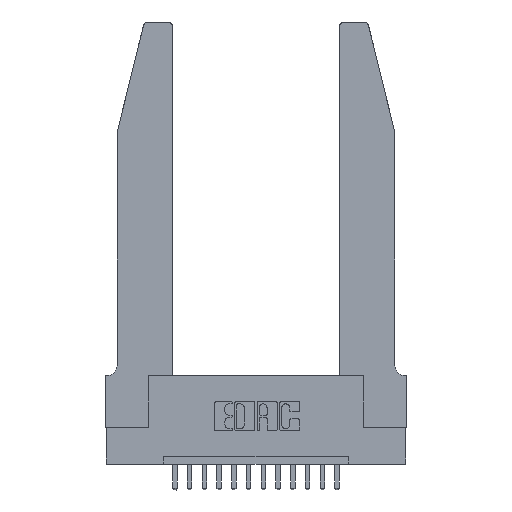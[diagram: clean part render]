
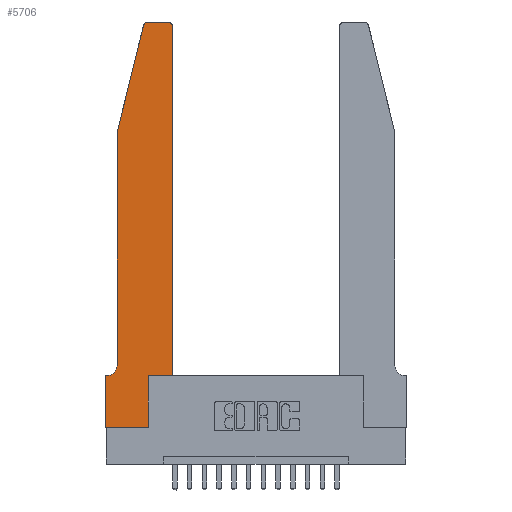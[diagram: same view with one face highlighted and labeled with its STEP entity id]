
A CAD part, top view. The second image highlights one B-rep face of the part: STEP entity #5706.
In plain terms, the highlighted planar face has unit normal (0, 0, 1).
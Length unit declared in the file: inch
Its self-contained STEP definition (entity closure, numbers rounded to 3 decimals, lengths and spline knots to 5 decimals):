
#90 = ORIENTED_EDGE ( 'NONE', *, *, #14415, .T. ) ;
#213 = DIRECTION ( 'NONE',  ( -1., 0., 0. ) ) ;
#577 = ORIENTED_EDGE ( 'NONE', *, *, #7750, .T. ) ;
#655 = DIRECTION ( 'NONE',  ( -0.239, -0.971, 0. ) ) ;
#677 = VERTEX_POINT ( 'NONE', #15901 ) ;
#721 = CIRCLE ( 'NONE', #4651, 0.03 ) ;
#864 = EDGE_CURVE ( 'NONE', #3428, #15511, #13509, .T. ) ;
#1039 = VECTOR ( 'NONE', #655, 39.37008 ) ;
#1105 = CARTESIAN_POINT ( 'NONE',  ( 0.0755, 2., 0.37 ) ) ;
#1162 = ORIENTED_EDGE ( 'NONE', *, *, #10719, .T. ) ;
#1349 = CARTESIAN_POINT ( 'NONE',  ( 0.2865, 0.35, 0.37 ) ) ;
#1414 = DIRECTION ( 'NONE',  ( -1., 0., 0. ) ) ;
#1734 = DIRECTION ( 'NONE',  ( 0., -1., 0. ) ) ;
#1916 = CARTESIAN_POINT ( 'NONE',  ( 0.4505, 0.35, 0.37 ) ) ;
#1919 = CARTESIAN_POINT ( 'NONE',  ( 0.25487, 2.72718, 0.37 ) ) ;
#2014 = VERTEX_POINT ( 'NONE', #9367 ) ;
#2272 = EDGE_CURVE ( 'NONE', #677, #10371, #2934, .T. ) ;
#2488 = EDGE_LOOP ( 'NONE', ( #5741, #4994, #577, #7344, #13817, #1162, #90, #17199, #10379, #17826, #4484, #5467 ) ) ;
#2697 = LINE ( 'NONE', #14106, #3555 ) ;
#2934 = LINE ( 'NONE', #5135, #7010 ) ;
#3058 = CARTESIAN_POINT ( 'NONE',  ( 0.4505, 0.35, 0.37 ) ) ;
#3137 = CARTESIAN_POINT ( 'NONE',  ( 0.0755, 2., 0.37 ) ) ;
#3428 = VERTEX_POINT ( 'NONE', #13175 ) ;
#3555 = VECTOR ( 'NONE', #1734, 39.37008 ) ;
#3938 = DIRECTION ( 'NONE',  ( 0., 1., 0. ) ) ;
#4129 = LINE ( 'NONE', #13963, #13843 ) ;
#4290 = VECTOR ( 'NONE', #7416, 39.37008 ) ;
#4322 = VECTOR ( 'NONE', #3938, 39.37008 ) ;
#4403 = LINE ( 'NONE', #8185, #11933 ) ;
#4484 = ORIENTED_EDGE ( 'NONE', *, *, #6735, .T. ) ;
#4585 = AXIS2_PLACEMENT_3D ( 'NONE', #10973, #10821, #5436 ) ;
#4597 = CARTESIAN_POINT ( 'NONE',  ( 0.4205, 2.75, 0.37 ) ) ;
#4651 = AXIS2_PLACEMENT_3D ( 'NONE', #11064, #13693, #10999 ) ;
#4678 = LINE ( 'NONE', #3137, #1039 ) ;
#4711 = LINE ( 'NONE', #1916, #4290 ) ;
#4994 = ORIENTED_EDGE ( 'NONE', *, *, #8732, .T. ) ;
#5020 = VERTEX_POINT ( 'NONE', #1919 ) ;
#5135 = CARTESIAN_POINT ( 'NONE',  ( 0.4505, 0.35, 0.37 ) ) ;
#5436 = DIRECTION ( 'NONE',  ( -1., 0., 0. ) ) ;
#5458 = CARTESIAN_POINT ( 'NONE',  ( 0., 0., 0.37 ) ) ;
#5467 = ORIENTED_EDGE ( 'NONE', *, *, #17549, .T. ) ;
#5706 = ADVANCED_FACE ( 'NONE', ( #9924 ), #15668, .T. ) ;
#5741 = ORIENTED_EDGE ( 'NONE', *, *, #10492, .T. ) ;
#6122 = DIRECTION ( 'NONE',  ( 0., 0., 1. ) ) ;
#6181 = DIRECTION ( 'NONE',  ( 1., 0., 0. ) ) ;
#6735 = EDGE_CURVE ( 'NONE', #10371, #12472, #4711, .T. ) ;
#6886 = EDGE_CURVE ( 'NONE', #15413, #15653, #8155, .T. ) ;
#6914 = VECTOR ( 'NONE', #1414, 39.37008 ) ;
#7010 = VECTOR ( 'NONE', #15971, 39.37008 ) ;
#7174 = CARTESIAN_POINT ( 'NONE',  ( 0.2865, 0., 0.37 ) ) ;
#7344 = ORIENTED_EDGE ( 'NONE', *, *, #13918, .T. ) ;
#7416 = DIRECTION ( 'NONE',  ( 0., 1., 0. ) ) ;
#7723 = CARTESIAN_POINT ( 'NONE',  ( 0., 0., 0.37 ) ) ;
#7750 = EDGE_CURVE ( 'NONE', #5020, #9449, #4678, .T. ) ;
#7766 = LINE ( 'NONE', #1349, #4322 ) ;
#7893 = CARTESIAN_POINT ( 'NONE',  ( 0.284, 2.75, 0.37 ) ) ;
#8155 = LINE ( 'NONE', #5458, #11182 ) ;
#8185 = CARTESIAN_POINT ( 'NONE',  ( 0., 0., 0.37 ) ) ;
#8732 = EDGE_CURVE ( 'NONE', #12252, #5020, #721, .T. ) ;
#9367 = CARTESIAN_POINT ( 'NONE',  ( 0., 0.35, 0.37 ) ) ;
#9449 = VERTEX_POINT ( 'NONE', #1105 ) ;
#9609 = DIRECTION ( 'NONE',  ( 1., 0., 0. ) ) ;
#9924 = FACE_OUTER_BOUND ( 'NONE', #2488, .T. ) ;
#9943 = DIRECTION ( 'NONE',  ( 0., 0., 1. ) ) ;
#10145 = LINE ( 'NONE', #12413, #6914 ) ;
#10371 = VERTEX_POINT ( 'NONE', #3058 ) ;
#10379 = ORIENTED_EDGE ( 'NONE', *, *, #15753, .T. ) ;
#10492 = EDGE_CURVE ( 'NONE', #13976, #12252, #10145, .T. ) ;
#10719 = EDGE_CURVE ( 'NONE', #15511, #2014, #4129, .T. ) ;
#10821 = DIRECTION ( 'NONE',  ( 0., 0., -1. ) ) ;
#10851 = DIRECTION ( 'NONE',  ( 0., -1., 0. ) ) ;
#10973 = CARTESIAN_POINT ( 'NONE',  ( 0.0055, 0.42, 0.37 ) ) ;
#10999 = DIRECTION ( 'NONE',  ( 1., 0., 0. ) ) ;
#11064 = CARTESIAN_POINT ( 'NONE',  ( 0.284, 2.72, 0.37 ) ) ;
#11182 = VECTOR ( 'NONE', #9609, 39.37008 ) ;
#11933 = VECTOR ( 'NONE', #10851, 39.37008 ) ;
#12252 = VERTEX_POINT ( 'NONE', #7893 ) ;
#12413 = CARTESIAN_POINT ( 'NONE',  ( 0.2605, 2.75, 0.37 ) ) ;
#12472 = VERTEX_POINT ( 'NONE', #14945 ) ;
#13015 = CARTESIAN_POINT ( 'NONE',  ( 0., 0.35, 0.37 ) ) ;
#13175 = CARTESIAN_POINT ( 'NONE',  ( 0.0755, 0.42, 0.37 ) ) ;
#13509 = CIRCLE ( 'NONE', #4585, 0.07 ) ;
#13693 = DIRECTION ( 'NONE',  ( 0., 0., 1. ) ) ;
#13817 = ORIENTED_EDGE ( 'NONE', *, *, #864, .T. ) ;
#13843 = VECTOR ( 'NONE', #213, 39.37008 ) ;
#13918 = EDGE_CURVE ( 'NONE', #9449, #3428, #2697, .T. ) ;
#13963 = CARTESIAN_POINT ( 'NONE',  ( 0.0755, 0.35, 0.37 ) ) ;
#13976 = VERTEX_POINT ( 'NONE', #4597 ) ;
#14106 = CARTESIAN_POINT ( 'NONE',  ( 0.0755, 2., 0.37 ) ) ;
#14415 = EDGE_CURVE ( 'NONE', #2014, #15413, #4403, .T. ) ;
#14661 = CARTESIAN_POINT ( 'NONE',  ( 0.0055, 0.35, 0.37 ) ) ;
#14945 = CARTESIAN_POINT ( 'NONE',  ( 0.4505, 2.72, 0.37 ) ) ;
#15413 = VERTEX_POINT ( 'NONE', #7723 ) ;
#15511 = VERTEX_POINT ( 'NONE', #14661 ) ;
#15653 = VERTEX_POINT ( 'NONE', #7174 ) ;
#15668 = PLANE ( 'NONE',  #16749 ) ;
#15753 = EDGE_CURVE ( 'NONE', #15653, #677, #7766, .T. ) ;
#15901 = CARTESIAN_POINT ( 'NONE',  ( 0.2865, 0.35, 0.37 ) ) ;
#15971 = DIRECTION ( 'NONE',  ( 1., 0., 0. ) ) ;
#16644 = CIRCLE ( 'NONE', #17402, 0.03 ) ;
#16749 = AXIS2_PLACEMENT_3D ( 'NONE', #13015, #6122, #6181 ) ;
#16858 = DIRECTION ( 'NONE',  ( 1., 0., 0. ) ) ;
#16991 = CARTESIAN_POINT ( 'NONE',  ( 0.4205, 2.72, 0.37 ) ) ;
#17199 = ORIENTED_EDGE ( 'NONE', *, *, #6886, .T. ) ;
#17402 = AXIS2_PLACEMENT_3D ( 'NONE', #16991, #9943, #16858 ) ;
#17549 = EDGE_CURVE ( 'NONE', #12472, #13976, #16644, .T. ) ;
#17826 = ORIENTED_EDGE ( 'NONE', *, *, #2272, .T. ) ;
